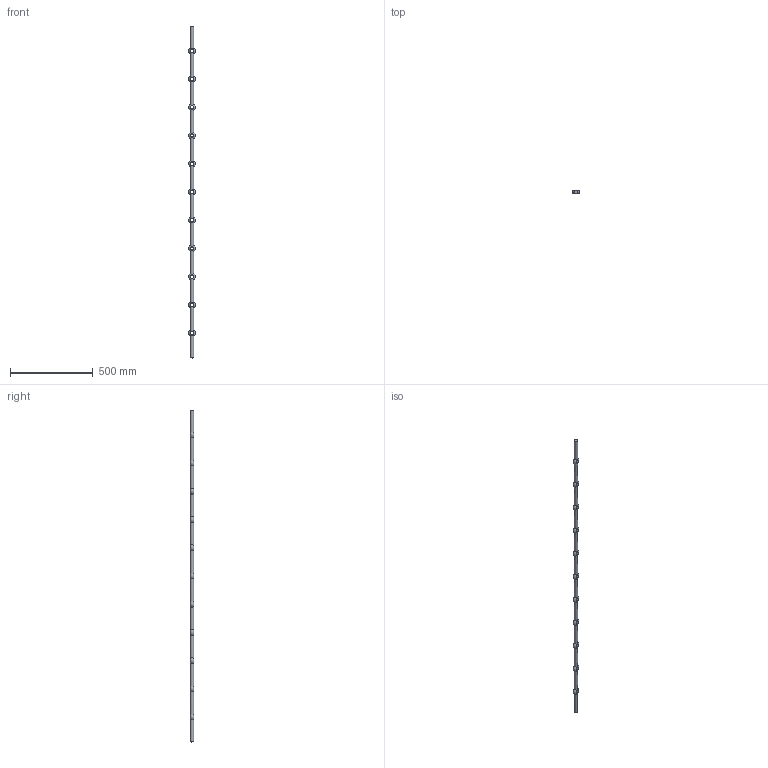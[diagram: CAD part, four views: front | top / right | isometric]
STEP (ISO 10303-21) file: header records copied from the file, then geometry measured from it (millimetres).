
FILE_DESCRIPTION (( 'STEP AP203' ), '1' );
FILE_NAME ('42-4.step', '2022-05-02T13:04:25', ( '' ), ( '' ), 'SwSTEP 2.0', 'SolidWorks 2018', '' );
FILE_SCHEMA (( 'CONFIG_CONTROL_DESIGN' ));
Length unit declared in the file: millimetre
Products named in the file (1): 42-4
Bounding box: 39.96 x 20 x 2000 mm (x, y, z)
Volume: 659898.7 mm3; surface area: 145923.8 mm2
Topology: 1 solids, 1 shells, 251 faces, 673 edges, 420 vertices
Faces by surface type: plane 132, bspline 74, cylinder 23, torus 22
Full cylindrical faces by diameter (mm): 20 x23
Entity records: 12868 total; most frequent: CARTESIAN_POINT 7199, ORIENTED_EDGE 1296, DIRECTION 858, EDGE_CURVE 648, VERTEX_POINT 418, LINE 410, VECTOR 410, EDGE_LOOP 292
